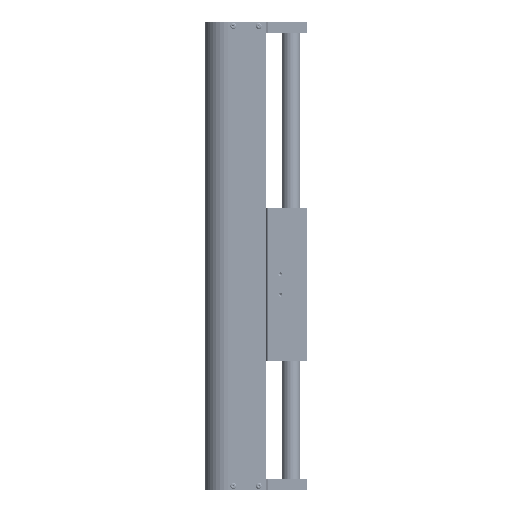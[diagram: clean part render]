
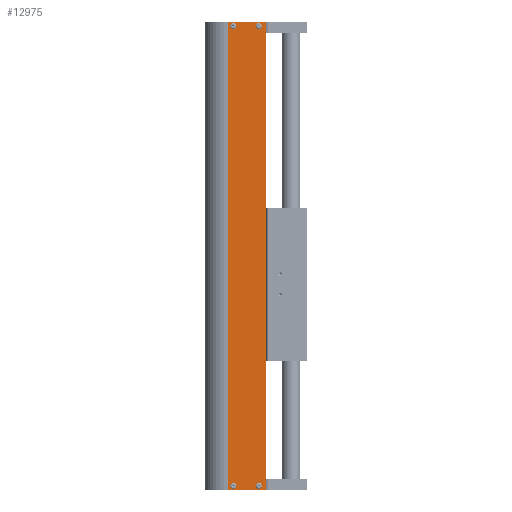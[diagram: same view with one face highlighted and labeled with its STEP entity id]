
A CAD part, left-side view. The second image highlights one B-rep face of the part: STEP entity #12975.
In plain terms, the highlighted face is planar.
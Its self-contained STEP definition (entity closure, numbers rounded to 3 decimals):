
#3720 = EDGE_LOOP ( 'NONE', ( #83406 ) ) ;
#5467 = AXIS2_PLACEMENT_3D ( 'NONE', #87203, #131734, #18959 ) ;
#7508 = VERTEX_POINT ( 'NONE', #117281 ) ;
#9117 = EDGE_CURVE ( 'NONE', #126786, #99994, #136046, .T. ) ;
#12975 = ADVANCED_FACE ( 'NONE', ( #39134, #127872, #28236, #80523, #47153 ), #125024, .F. ) ;
#18075 = EDGE_CURVE ( 'NONE', #94059, #126786, #109508, .T. ) ;
#18188 = DIRECTION ( 'NONE',  ( 0., 0., -1. ) ) ;
#18959 = DIRECTION ( 'NONE',  ( 0., 0., -1. ) ) ;
#20348 = CARTESIAN_POINT ( 'NONE',  ( 32., -7., 5. ) ) ;
#20497 = AXIS2_PLACEMENT_3D ( 'NONE', #20348, #117800, #18188 ) ;
#22205 = DIRECTION ( 'NONE',  ( 0., 1., 0. ) ) ;
#23235 = DIRECTION ( 'NONE',  ( 1., 0., 0. ) ) ;
#23256 = CARTESIAN_POINT ( 'NONE',  ( 32., -7., 632. ) ) ;
#25024 = EDGE_LOOP ( 'NONE', ( #115213 ) ) ;
#27829 = ORIENTED_EDGE ( 'NONE', *, *, #46868, .F. ) ;
#28236 = FACE_BOUND ( 'NONE', #141235, .T. ) ;
#29614 = DIRECTION ( 'NONE',  ( 0., 0., -1. ) ) ;
#31982 = CARTESIAN_POINT ( 'NONE',  ( 32., -42., 5. ) ) ;
#32043 = CARTESIAN_POINT ( 'NONE',  ( 32., -7., 2.6 ) ) ;
#34485 = AXIS2_PLACEMENT_3D ( 'NONE', #31982, #23235, #142587 ) ;
#35048 = CARTESIAN_POINT ( 'NONE',  ( 32., 0., 0. ) ) ;
#35126 = ORIENTED_EDGE ( 'NONE', *, *, #70340, .F. ) ;
#38563 = CARTESIAN_POINT ( 'NONE',  ( 32., -52., 0. ) ) ;
#39017 = VERTEX_POINT ( 'NONE', #49906 ) ;
#39134 = FACE_OUTER_BOUND ( 'NONE', #113316, .T. ) ;
#40469 = EDGE_LOOP ( 'NONE', ( #27829 ) ) ;
#46868 = EDGE_CURVE ( 'NONE', #7508, #7508, #47162, .T. ) ;
#47153 = FACE_BOUND ( 'NONE', #25024, .T. ) ;
#47162 = CIRCLE ( 'NONE', #5467, 2.4 ) ;
#49906 = CARTESIAN_POINT ( 'NONE',  ( 32., -7., 629.6 ) ) ;
#52065 = ORIENTED_EDGE ( 'NONE', *, *, #9117, .T. ) ;
#52751 = CARTESIAN_POINT ( 'NONE',  ( 32., -51.5, 637. ) ) ;
#52963 = CIRCLE ( 'NONE', #20497, 2.4 ) ;
#57166 = VERTEX_POINT ( 'NONE', #141515 ) ;
#63783 = DIRECTION ( 'NONE',  ( 0., -1., 0. ) ) ;
#67967 = CARTESIAN_POINT ( 'NONE',  ( 32., -52., 637. ) ) ;
#68528 = CARTESIAN_POINT ( 'NONE',  ( 32., -42., 2.6 ) ) ;
#69037 = DIRECTION ( 'NONE',  ( 1., 0., 0. ) ) ;
#70340 = EDGE_CURVE ( 'NONE', #39017, #39017, #143748, .T. ) ;
#71571 = ORIENTED_EDGE ( 'NONE', *, *, #86191, .F. ) ;
#73684 = CARTESIAN_POINT ( 'NONE',  ( 32., 0., 637. ) ) ;
#78777 = LINE ( 'NONE', #67967, #107373 ) ;
#79386 = ORIENTED_EDGE ( 'NONE', *, *, #18075, .T. ) ;
#80066 = VERTEX_POINT ( 'NONE', #68528 ) ;
#80523 = FACE_BOUND ( 'NONE', #3720, .T. ) ;
#83119 = LINE ( 'NONE', #73684, #129143 ) ;
#83406 = ORIENTED_EDGE ( 'NONE', *, *, #91974, .F. ) ;
#86191 = EDGE_CURVE ( 'NONE', #94059, #57166, #78777, .T. ) ;
#87203 = CARTESIAN_POINT ( 'NONE',  ( 32., -42., 632. ) ) ;
#91974 = EDGE_CURVE ( 'NONE', #80066, #80066, #111141, .T. ) ;
#93864 = VECTOR ( 'NONE', #112724, 1000. ) ;
#94059 = VERTEX_POINT ( 'NONE', #52751 ) ;
#94795 = VECTOR ( 'NONE', #29614, 1000. ) ;
#95773 = CARTESIAN_POINT ( 'NONE',  ( 32., -52., 637. ) ) ;
#99994 = VERTEX_POINT ( 'NONE', #35048 ) ;
#101079 = VERTEX_POINT ( 'NONE', #32043 ) ;
#106638 = EDGE_CURVE ( 'NONE', #101079, #101079, #52963, .T. ) ;
#107373 = VECTOR ( 'NONE', #22205, 1000. ) ;
#109508 = LINE ( 'NONE', #129268, #94795 ) ;
#111136 = AXIS2_PLACEMENT_3D ( 'NONE', #23256, #69037, #112642 ) ;
#111141 = CIRCLE ( 'NONE', #34485, 2.4 ) ;
#112398 = CARTESIAN_POINT ( 'NONE',  ( 32., -51.5, 0. ) ) ;
#112642 = DIRECTION ( 'NONE',  ( 0., 0., -1. ) ) ;
#112724 = DIRECTION ( 'NONE',  ( 0., 1., 0. ) ) ;
#113316 = EDGE_LOOP ( 'NONE', ( #71571, #79386, #52065, #137281 ) ) ;
#115213 = ORIENTED_EDGE ( 'NONE', *, *, #106638, .F. ) ;
#117281 = CARTESIAN_POINT ( 'NONE',  ( 32., -42., 629.6 ) ) ;
#117800 = DIRECTION ( 'NONE',  ( 1., 0., 0. ) ) ;
#125024 = PLANE ( 'NONE',  #127594 ) ;
#126786 = VERTEX_POINT ( 'NONE', #112398 ) ;
#127594 = AXIS2_PLACEMENT_3D ( 'NONE', #95773, #142384, #63783 ) ;
#127872 = FACE_BOUND ( 'NONE', #40469, .T. ) ;
#129143 = VECTOR ( 'NONE', #130458, 1000. ) ;
#129268 = CARTESIAN_POINT ( 'NONE',  ( 32., -51.5, 637. ) ) ;
#130458 = DIRECTION ( 'NONE',  ( 0., 0., -1. ) ) ;
#130648 = EDGE_CURVE ( 'NONE', #57166, #99994, #83119, .T. ) ;
#131734 = DIRECTION ( 'NONE',  ( 1., 0., 0. ) ) ;
#136046 = LINE ( 'NONE', #38563, #93864 ) ;
#137281 = ORIENTED_EDGE ( 'NONE', *, *, #130648, .F. ) ;
#141235 = EDGE_LOOP ( 'NONE', ( #35126 ) ) ;
#141515 = CARTESIAN_POINT ( 'NONE',  ( 32., 0., 637. ) ) ;
#142384 = DIRECTION ( 'NONE',  ( -1., 0., 0. ) ) ;
#142587 = DIRECTION ( 'NONE',  ( 0., 0., -1. ) ) ;
#143748 = CIRCLE ( 'NONE', #111136, 2.4 ) ;
